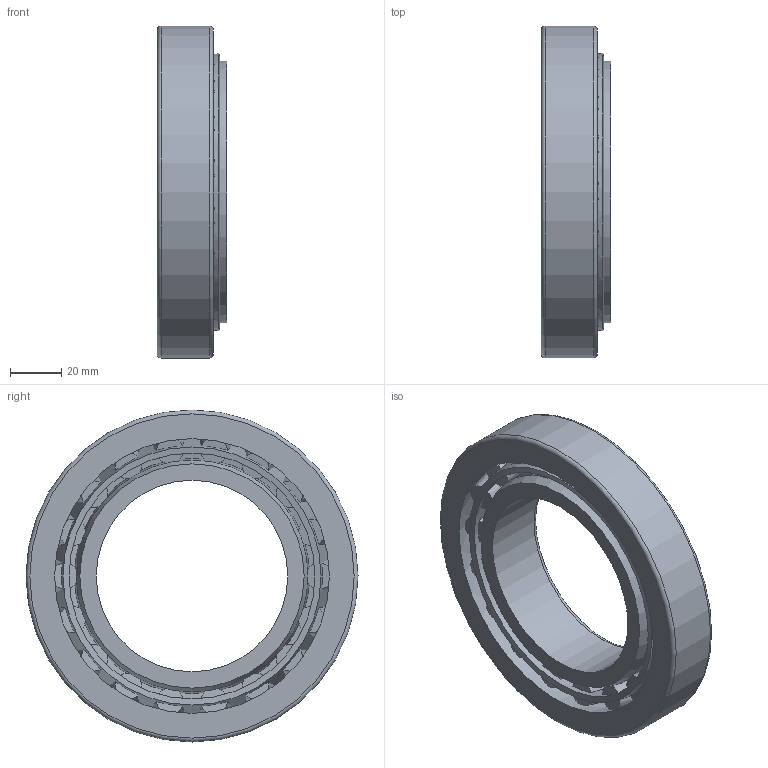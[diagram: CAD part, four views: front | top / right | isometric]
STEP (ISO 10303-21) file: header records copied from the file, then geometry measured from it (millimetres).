
FILE_DESCRIPTION(/* description */ ('STEP AP214'),/* implementation_level */ '2;1');
FILE_NAME(/* name */ '4T-30215',/* time_stamp */ '2024-09-02T08:03:11+02:00',/* author */ ('License CC BY-ND 4.0'),/* organization */ ('CADENAS'),/* preprocessor_version */ 'ST-DEVELOPER v19.3',/* originating_system */ 'PARTsolutions',/* authorisation */ ' ');
FILE_SCHEMA (('AUTOMOTIVE_DESIGN {1 0 10303 214 3 1 1}'));
Length unit declared in the file: millimetre
Products named in the file (4): 4T-30215; 4T-30215Inner  ring; 4T-30215 Outer ring; 4T-30215 Ball Cage
Assembly tree (3 placements, depth 2):
  4T-30215
    4T-30215Inner  ring
    4T-30215 Outer ring
    4T-30215 Ball Cage
Bounding box: 27.25 x 130 x 130 mm (x, y, z)
Volume: 169533.9 mm3; surface area: 65058 mm2
Topology: 3 solids, 3 shells, 128 faces, 252 edges, 164 vertices
Faces by surface type: plane 76, cone 46, cylinder 3, torus 3
Full cylindrical faces by diameter (mm): 75 x1, 102.5 x1, 130 x1
Entity records: 3469 total; most frequent: CARTESIAN_POINT 748, DIRECTION 592, ORIENTED_EDGE 472, AXIS2_PLACEMENT_3D 296, EDGE_CURVE 236, EDGE_LOOP 184, FACE_BOUND 184, VERTEX_POINT 164
